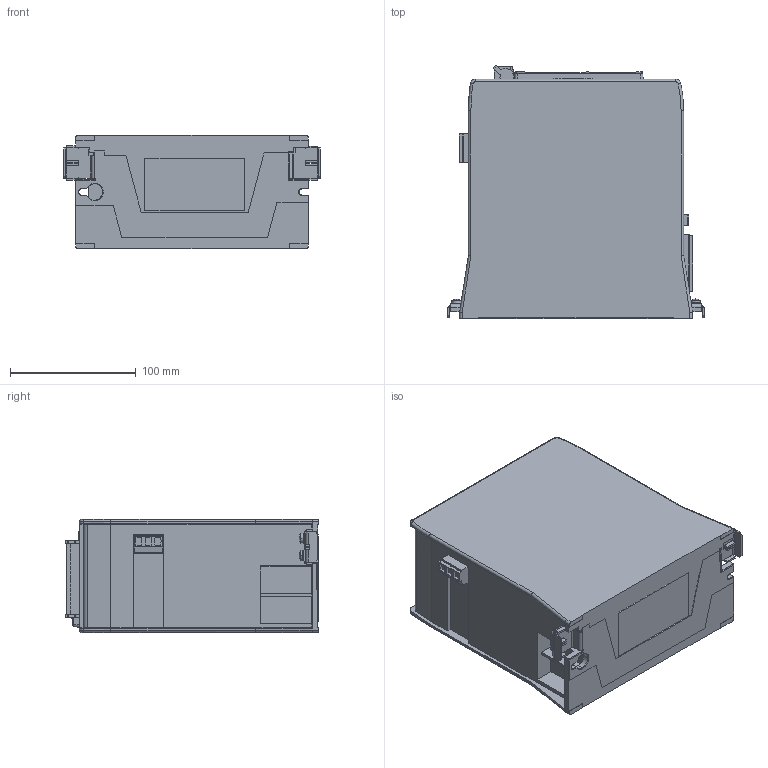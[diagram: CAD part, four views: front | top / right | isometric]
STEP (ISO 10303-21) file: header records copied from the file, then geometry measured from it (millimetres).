
FILE_DESCRIPTION (( 'STEP AP214' ), '1' );
FILE_NAME ('A0G6_KEB-COMBIVERT(00G6DAA-2S21).STEP', '2011-07-29T10:15:56', ( 'KEB' ), ( 'Karl E. Brinkmann GmbH' ), 'SwSTEP 2.0', 'SolidWorks 2007', '' );
FILE_SCHEMA (( 'AUTOMOTIVE_DESIGN' ));
Length unit declared in the file: millimetre
Products named in the file (1): A0G6_KEB-COMBIVERT(00G6DAA-2S21)
Bounding box: 204 x 201.36 x 90 mm (x, y, z)
Volume: 2716880.8 mm3; surface area: 222496.9 mm2
Topology: 16 solids, 22 shells, 1070 faces, 2731 edges, 1779 vertices
Faces by surface type: plane 604, cylinder 294, cone 130, bspline 21, torus 13, sphere 8
Entity records: 44783 total; most frequent: CARTESIAN_POINT 6534, DIRECTION 5542, ORIENTED_EDGE 5462, EDGE_CURVE 2731, AXIS2_PLACEMENT_3D 1881, VECTOR 1780, LINE 1780, VERTEX_POINT 1779
